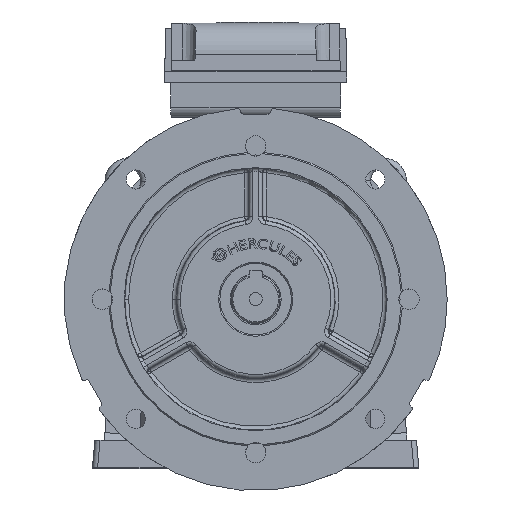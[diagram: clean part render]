
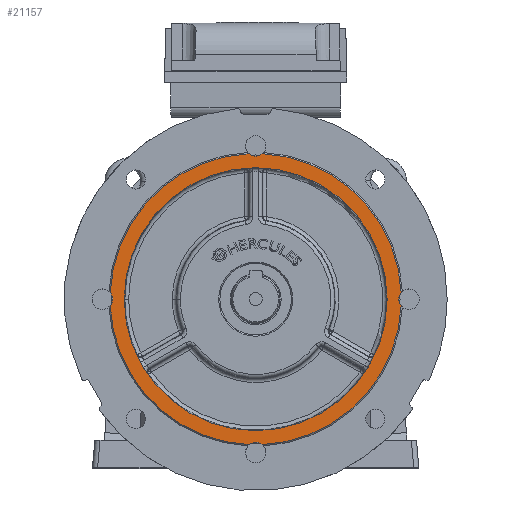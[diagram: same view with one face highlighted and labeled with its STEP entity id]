
A CAD part, top view. The second image highlights one B-rep face of the part: STEP entity #21157.
In plain terms, the highlighted planar face has unit normal (0, 0, 1).
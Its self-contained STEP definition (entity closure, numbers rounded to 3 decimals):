
#1394 = CIRCLE ( 'NONE', #49405, 102.93 ) ;
#1803 = AXIS2_PLACEMENT_3D ( 'NONE', #29773, #69718, #76593 ) ;
#2230 = ORIENTED_EDGE ( 'NONE', *, *, #34930, .F. ) ;
#3072 = CIRCLE ( 'NONE', #70457, 114. ) ;
#3758 = EDGE_CURVE ( 'NONE', #43564, #52699, #3072, .T. ) ;
#5373 = AXIS2_PLACEMENT_3D ( 'NONE', #63905, #50998, #5930 ) ;
#5930 = DIRECTION ( 'NONE',  ( 1., 0., 0. ) ) ;
#6439 = CARTESIAN_POINT ( 'NONE',  ( 5.156, 113.883, 66.5 ) ) ;
#7311 = AXIS2_PLACEMENT_3D ( 'NONE', #43700, #76821, #31686 ) ;
#8585 = CARTESIAN_POINT ( 'NONE',  ( 0., 0., 66.5 ) ) ;
#9385 = CIRCLE ( 'NONE', #72470, 8. ) ;
#9649 = AXIS2_PLACEMENT_3D ( 'NONE', #58222, #13189, #52209 ) ;
#9913 = CIRCLE ( 'NONE', #16774, 8. ) ;
#10176 = DIRECTION ( 'NONE',  ( 1., 0., 0. ) ) ;
#11177 = CARTESIAN_POINT ( 'NONE',  ( -113.883, -5.156, 66.5 ) ) ;
#11558 = VERTEX_POINT ( 'NONE', #84583 ) ;
#12746 = CARTESIAN_POINT ( 'NONE',  ( 0., 0., 66.5 ) ) ;
#12787 = DIRECTION ( 'NONE',  ( 1., 0., 0. ) ) ;
#13185 = DIRECTION ( 'NONE',  ( 0., 0., 1. ) ) ;
#13189 = DIRECTION ( 'NONE',  ( 0., 0., 1. ) ) ;
#15595 = ORIENTED_EDGE ( 'NONE', *, *, #50701, .F. ) ;
#16774 = AXIS2_PLACEMENT_3D ( 'NONE', #48662, #55925, #43046 ) ;
#17575 = PLANE ( 'NONE',  #5373 ) ;
#21157 = ADVANCED_FACE ( 'NONE', ( #25714, #64752 ), #17575, .T. ) ;
#21169 = AXIS2_PLACEMENT_3D ( 'NONE', #8585, #60928, #27500 ) ;
#22568 = ORIENTED_EDGE ( 'NONE', *, *, #48098, .F. ) ;
#22941 = ORIENTED_EDGE ( 'NONE', *, *, #53767, .T. ) ;
#23135 = CARTESIAN_POINT ( 'NONE',  ( -5.156, -113.883, 66.5 ) ) ;
#23450 = DIRECTION ( 'NONE',  ( 0., 0., 1. ) ) ;
#24225 = VERTEX_POINT ( 'NONE', #37717 ) ;
#25063 = ORIENTED_EDGE ( 'NONE', *, *, #72863, .T. ) ;
#25714 = FACE_OUTER_BOUND ( 'NONE', #67420, .T. ) ;
#27500 = DIRECTION ( 'NONE',  ( 1., 0., 0. ) ) ;
#27694 = EDGE_CURVE ( 'NONE', #24225, #52699, #9913, .T. ) ;
#29773 = CARTESIAN_POINT ( 'NONE',  ( 0., 0., 66.5 ) ) ;
#30796 = DIRECTION ( 'NONE',  ( 0., 0., 1. ) ) ;
#31686 = DIRECTION ( 'NONE',  ( 0., -1., 0. ) ) ;
#32260 = DIRECTION ( 'NONE',  ( -1., 0., 0. ) ) ;
#34930 = EDGE_CURVE ( 'NONE', #79141, #36924, #67266, .T. ) ;
#35197 = CARTESIAN_POINT ( 'NONE',  ( -102.93, 0., 66.5 ) ) ;
#36924 = VERTEX_POINT ( 'NONE', #75182 ) ;
#36969 = CARTESIAN_POINT ( 'NONE',  ( 113.883, 5.156, 66.5 ) ) ;
#37717 = CARTESIAN_POINT ( 'NONE',  ( -5.156, 113.883, 66.5 ) ) ;
#38334 = CARTESIAN_POINT ( 'NONE',  ( 0., 0., 66.5 ) ) ;
#38492 = CARTESIAN_POINT ( 'NONE',  ( -120., 0., 66.5 ) ) ;
#41955 = CIRCLE ( 'NONE', #55669, 114. ) ;
#42953 = CARTESIAN_POINT ( 'NONE',  ( -112., 0., 66.5 ) ) ;
#43046 = DIRECTION ( 'NONE',  ( 1., 0., 0. ) ) ;
#43564 = VERTEX_POINT ( 'NONE', #36969 ) ;
#43693 = DIRECTION ( 'NONE',  ( 0., 0., 1. ) ) ;
#43700 = CARTESIAN_POINT ( 'NONE',  ( 120., 0., 66.5 ) ) ;
#44678 = VERTEX_POINT ( 'NONE', #35197 ) ;
#45525 = AXIS2_PLACEMENT_3D ( 'NONE', #61264, #69013, #10176 ) ;
#46295 = ORIENTED_EDGE ( 'NONE', *, *, #78807, .T. ) ;
#46488 = ORIENTED_EDGE ( 'NONE', *, *, #3758, .T. ) ;
#46817 = ORIENTED_EDGE ( 'NONE', *, *, #61479, .F. ) ;
#47602 = VERTEX_POINT ( 'NONE', #23135 ) ;
#48098 = EDGE_CURVE ( 'NONE', #66927, #47602, #56346, .T. ) ;
#48396 = CIRCLE ( 'NONE', #1803, 114. ) ;
#48471 = CIRCLE ( 'NONE', #45525, 114. ) ;
#48662 = CARTESIAN_POINT ( 'NONE',  ( 0., 120., 66.5 ) ) ;
#49385 = DIRECTION ( 'NONE',  ( 0., -1., 0. ) ) ;
#49405 = AXIS2_PLACEMENT_3D ( 'NONE', #38334, #66228, #64952 ) ;
#50543 = VERTEX_POINT ( 'NONE', #77394 ) ;
#50701 = EDGE_CURVE ( 'NONE', #67960, #79141, #59158, .T. ) ;
#50998 = DIRECTION ( 'NONE',  ( 0., 0., 1. ) ) ;
#52209 = DIRECTION ( 'NONE',  ( 0., 1., 0. ) ) ;
#52509 = EDGE_CURVE ( 'NONE', #66927, #50543, #48396, .T. ) ;
#52699 = VERTEX_POINT ( 'NONE', #6439 ) ;
#53767 = EDGE_CURVE ( 'NONE', #44678, #72135, #77369, .T. ) ;
#55669 = AXIS2_PLACEMENT_3D ( 'NONE', #58260, #43693, #12787 ) ;
#55925 = DIRECTION ( 'NONE',  ( 0., 0., 1. ) ) ;
#56346 = CIRCLE ( 'NONE', #67379, 8. ) ;
#56687 = ORIENTED_EDGE ( 'NONE', *, *, #77634, .F. ) ;
#57062 = CARTESIAN_POINT ( 'NONE',  ( 120., 0., 66.5 ) ) ;
#58219 = DIRECTION ( 'NONE',  ( 1., 0., 0. ) ) ;
#58222 = CARTESIAN_POINT ( 'NONE',  ( -120., 0., 66.5 ) ) ;
#58260 = CARTESIAN_POINT ( 'NONE',  ( 0., 0., 66.5 ) ) ;
#58736 = EDGE_LOOP ( 'NONE', ( #25063, #22941 ) ) ;
#59089 = EDGE_CURVE ( 'NONE', #67960, #47602, #41955, .T. ) ;
#59158 = CIRCLE ( 'NONE', #63284, 8. ) ;
#59168 = CARTESIAN_POINT ( 'NONE',  ( 5.156, -113.883, 66.5 ) ) ;
#59567 = ORIENTED_EDGE ( 'NONE', *, *, #52509, .T. ) ;
#60601 = CARTESIAN_POINT ( 'NONE',  ( 102.93, 0., 66.5 ) ) ;
#60928 = DIRECTION ( 'NONE',  ( 0., 0., -1. ) ) ;
#61264 = CARTESIAN_POINT ( 'NONE',  ( 0., 0., 66.5 ) ) ;
#61479 = EDGE_CURVE ( 'NONE', #11558, #50543, #9385, .T. ) ;
#63284 = AXIS2_PLACEMENT_3D ( 'NONE', #38492, #30796, #75933 ) ;
#63905 = CARTESIAN_POINT ( 'NONE',  ( 0., 95., 66.5 ) ) ;
#64752 = FACE_BOUND ( 'NONE', #58736, .T. ) ;
#64915 = CARTESIAN_POINT ( 'NONE',  ( 0., -120., 66.5 ) ) ;
#64936 = CIRCLE ( 'NONE', #7311, 8. ) ;
#64952 = DIRECTION ( 'NONE',  ( 1., 0., 0. ) ) ;
#66228 = DIRECTION ( 'NONE',  ( 0., 0., -1. ) ) ;
#66910 = ORIENTED_EDGE ( 'NONE', *, *, #27694, .F. ) ;
#66927 = VERTEX_POINT ( 'NONE', #59168 ) ;
#67266 = CIRCLE ( 'NONE', #9649, 8. ) ;
#67379 = AXIS2_PLACEMENT_3D ( 'NONE', #64915, #23450, #32260 ) ;
#67420 = EDGE_LOOP ( 'NONE', ( #22568, #59567, #46817, #56687, #46488, #66910, #46295, #2230, #15595, #73465 ) ) ;
#67960 = VERTEX_POINT ( 'NONE', #11177 ) ;
#69013 = DIRECTION ( 'NONE',  ( 0., 0., 1. ) ) ;
#69718 = DIRECTION ( 'NONE',  ( 0., 0., 1. ) ) ;
#70457 = AXIS2_PLACEMENT_3D ( 'NONE', #12746, #13185, #58219 ) ;
#72135 = VERTEX_POINT ( 'NONE', #60601 ) ;
#72470 = AXIS2_PLACEMENT_3D ( 'NONE', #57062, #82912, #49385 ) ;
#72863 = EDGE_CURVE ( 'NONE', #72135, #44678, #1394, .T. ) ;
#73465 = ORIENTED_EDGE ( 'NONE', *, *, #59089, .T. ) ;
#75182 = CARTESIAN_POINT ( 'NONE',  ( -113.883, 5.156, 66.5 ) ) ;
#75933 = DIRECTION ( 'NONE',  ( 0., 1., 0. ) ) ;
#76593 = DIRECTION ( 'NONE',  ( 1., 0., 0. ) ) ;
#76821 = DIRECTION ( 'NONE',  ( 0., 0., 1. ) ) ;
#77369 = CIRCLE ( 'NONE', #21169, 102.93 ) ;
#77394 = CARTESIAN_POINT ( 'NONE',  ( 113.883, -5.156, 66.5 ) ) ;
#77634 = EDGE_CURVE ( 'NONE', #43564, #11558, #64936, .T. ) ;
#78807 = EDGE_CURVE ( 'NONE', #24225, #36924, #48471, .T. ) ;
#79141 = VERTEX_POINT ( 'NONE', #42953 ) ;
#82912 = DIRECTION ( 'NONE',  ( 0., 0., 1. ) ) ;
#84583 = CARTESIAN_POINT ( 'NONE',  ( 112., 0., 66.5 ) ) ;
